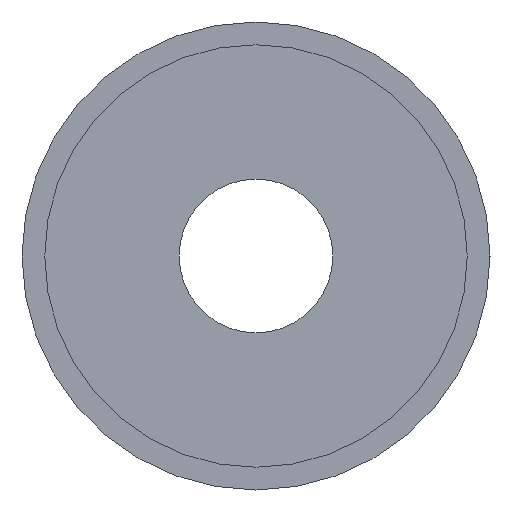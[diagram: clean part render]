
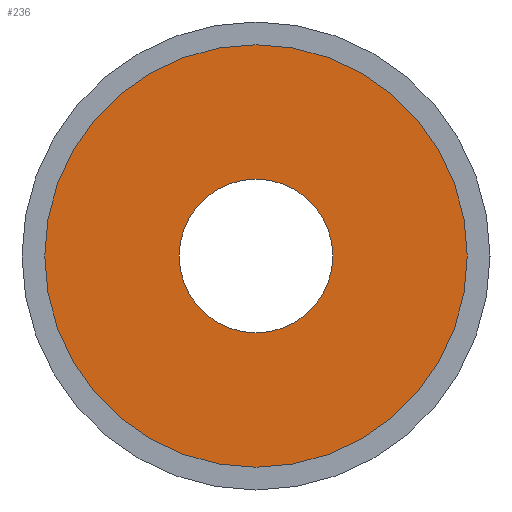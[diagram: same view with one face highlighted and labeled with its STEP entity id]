
A CAD part, left-side view. The second image highlights one B-rep face of the part: STEP entity #236.
In plain terms, the highlighted planar face has unit normal (-1, 0, 0).
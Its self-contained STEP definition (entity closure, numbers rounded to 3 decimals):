
#23 = FACE_OUTER_BOUND ( 'NONE', #390, .T. ) ;
#24 = AXIS2_PLACEMENT_3D ( 'NONE', #250, #218, #148 ) ;
#47 = CIRCLE ( 'NONE', #280, 16.25 ) ;
#51 = DIRECTION ( 'NONE',  ( 0., 0., 1. ) ) ;
#64 = CIRCLE ( 'NONE', #389, 5.912 ) ;
#67 = ORIENTED_EDGE ( 'NONE', *, *, #343, .T. ) ;
#88 = CARTESIAN_POINT ( 'NONE',  ( 15., 0., 0. ) ) ;
#116 = DIRECTION ( 'NONE',  ( -1., 0., 0. ) ) ;
#120 = FACE_BOUND ( 'NONE', #202, .T. ) ;
#131 = ORIENTED_EDGE ( 'NONE', *, *, #209, .T. ) ;
#133 = VERTEX_POINT ( 'NONE', #270 ) ;
#148 = DIRECTION ( 'NONE',  ( 0., 0., -1. ) ) ;
#155 = CARTESIAN_POINT ( 'NONE',  ( 15., 0., -16.25 ) ) ;
#161 = ORIENTED_EDGE ( 'NONE', *, *, #269, .F. ) ;
#180 = DIRECTION ( 'NONE',  ( -1., 0., 0. ) ) ;
#184 = AXIS2_PLACEMENT_3D ( 'NONE', #88, #116, #305 ) ;
#185 = CARTESIAN_POINT ( 'NONE',  ( 15., 0., 0. ) ) ;
#202 = EDGE_LOOP ( 'NONE', ( #161, #254 ) ) ;
#206 = CIRCLE ( 'NONE', #273, 5.912 ) ;
#209 = EDGE_CURVE ( 'NONE', #346, #133, #47, .T. ) ;
#213 = CARTESIAN_POINT ( 'NONE',  ( 15., 0., 0. ) ) ;
#216 = DIRECTION ( 'NONE',  ( -1., 0., 0. ) ) ;
#218 = DIRECTION ( 'NONE',  ( 1., 0., 0. ) ) ;
#236 = ADVANCED_FACE ( 'NONE', ( #120, #23 ), #248, .F. ) ;
#248 = PLANE ( 'NONE',  #24 ) ;
#250 = CARTESIAN_POINT ( 'NONE',  ( 15., 16.25, 0. ) ) ;
#254 = ORIENTED_EDGE ( 'NONE', *, *, #395, .F. ) ;
#269 = EDGE_CURVE ( 'NONE', #405, #304, #206, .T. ) ;
#270 = CARTESIAN_POINT ( 'NONE',  ( 15., 0., 16.25 ) ) ;
#273 = AXIS2_PLACEMENT_3D ( 'NONE', #185, #216, #337 ) ;
#275 = CARTESIAN_POINT ( 'NONE',  ( 15., 0., -5.912 ) ) ;
#280 = AXIS2_PLACEMENT_3D ( 'NONE', #313, #180, #51 ) ;
#283 = CARTESIAN_POINT ( 'NONE',  ( 15., 0., 5.912 ) ) ;
#293 = CIRCLE ( 'NONE', #184, 16.25 ) ;
#304 = VERTEX_POINT ( 'NONE', #275 ) ;
#305 = DIRECTION ( 'NONE',  ( 0., 0., 1. ) ) ;
#313 = CARTESIAN_POINT ( 'NONE',  ( 15., 0., 0. ) ) ;
#337 = DIRECTION ( 'NONE',  ( 0., 0., 1. ) ) ;
#343 = EDGE_CURVE ( 'NONE', #133, #346, #293, .T. ) ;
#346 = VERTEX_POINT ( 'NONE', #155 ) ;
#366 = DIRECTION ( 'NONE',  ( 0., 0., 1. ) ) ;
#389 = AXIS2_PLACEMENT_3D ( 'NONE', #213, #393, #366 ) ;
#390 = EDGE_LOOP ( 'NONE', ( #67, #131 ) ) ;
#393 = DIRECTION ( 'NONE',  ( -1., 0., 0. ) ) ;
#395 = EDGE_CURVE ( 'NONE', #304, #405, #64, .T. ) ;
#405 = VERTEX_POINT ( 'NONE', #283 ) ;
